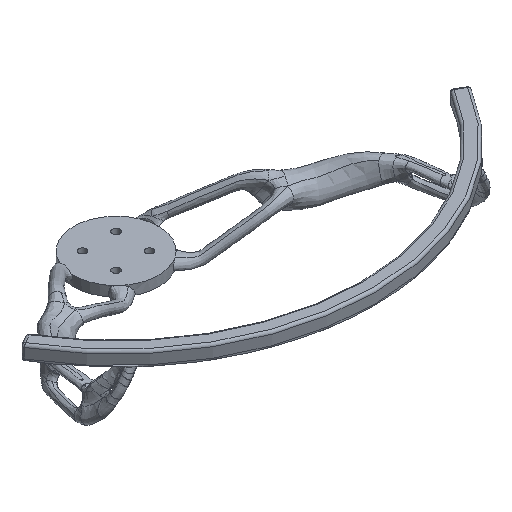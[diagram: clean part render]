
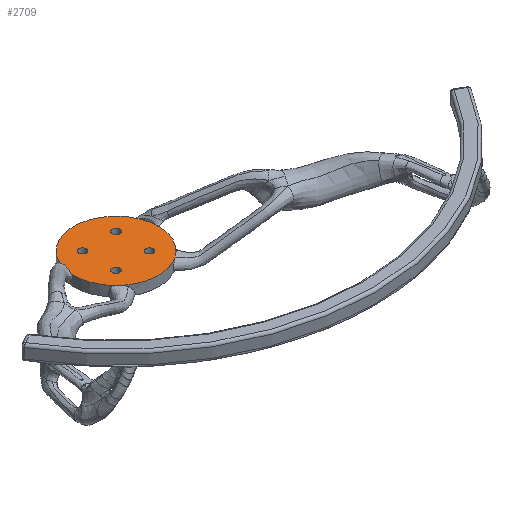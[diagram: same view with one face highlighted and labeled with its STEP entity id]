
A CAD part, isometric view. The second image highlights one B-rep face of the part: STEP entity #2709.
In plain terms, the highlighted planar face has unit normal (0, 0, 1).
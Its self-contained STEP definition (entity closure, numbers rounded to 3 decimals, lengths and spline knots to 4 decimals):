
#35=FACE_BOUND('',#520,.T.);
#36=FACE_BOUND('',#521,.T.);
#37=FACE_BOUND('',#522,.T.);
#38=FACE_BOUND('',#523,.T.);
#224=CIRCLE('',#2886,1.7);
#225=CIRCLE('',#2888,1.7);
#229=CIRCLE('',#2900,1.7);
#230=CIRCLE('',#2901,1.7);
#231=CIRCLE('',#2902,1.7);
#236=CIRCLE('',#2909,0.15);
#237=CIRCLE('',#2910,0.15);
#238=CIRCLE('',#2911,0.15);
#239=CIRCLE('',#2912,0.15);
#325=FACE_OUTER_BOUND('',#519,.T.);
#519=EDGE_LOOP('',(#1907,#1908,#1909,#1910,#1911));
#520=EDGE_LOOP('',(#1912));
#521=EDGE_LOOP('',(#1913));
#522=EDGE_LOOP('',(#1914));
#523=EDGE_LOOP('',(#1915));
#1063=VERTEX_POINT('',#3322);
#1064=VERTEX_POINT('',#3323);
#1065=VERTEX_POINT('',#3342);
#1067=VERTEX_POINT('',#3362);
#1129=VERTEX_POINT('',#7538);
#1140=VERTEX_POINT('',#7707);
#1141=VERTEX_POINT('',#7709);
#1142=VERTEX_POINT('',#7711);
#1143=VERTEX_POINT('',#7713);
#1319=EDGE_CURVE('',#1064,#1063,#224,.T.);
#1321=EDGE_CURVE('',#1067,#1065,#225,.T.);
#1405=EDGE_CURVE('',#1063,#1129,#229,.T.);
#1408=EDGE_CURVE('',#1065,#1064,#230,.T.);
#1409=EDGE_CURVE('',#1129,#1067,#231,.T.);
#1419=EDGE_CURVE('',#1140,#1140,#236,.T.);
#1420=EDGE_CURVE('',#1141,#1141,#237,.T.);
#1421=EDGE_CURVE('',#1142,#1142,#238,.T.);
#1422=EDGE_CURVE('',#1143,#1143,#239,.T.);
#1907=ORIENTED_EDGE('',*,*,#1408,.T.);
#1908=ORIENTED_EDGE('',*,*,#1319,.T.);
#1909=ORIENTED_EDGE('',*,*,#1405,.T.);
#1910=ORIENTED_EDGE('',*,*,#1409,.T.);
#1911=ORIENTED_EDGE('',*,*,#1321,.T.);
#1912=ORIENTED_EDGE('',*,*,#1419,.T.);
#1913=ORIENTED_EDGE('',*,*,#1420,.T.);
#1914=ORIENTED_EDGE('',*,*,#1421,.T.);
#1915=ORIENTED_EDGE('',*,*,#1422,.T.);
#2674=PLANE('',#2908);
#2709=ADVANCED_FACE('',(#325,#35,#36,#37,#38),#2674,.T.);
#2886=AXIS2_PLACEMENT_3D('',#3340,#2993,#2994);
#2888=AXIS2_PLACEMENT_3D('',#3363,#2997,#2998);
#2900=AXIS2_PLACEMENT_3D('',#7540,#3022,#3023);
#2901=AXIS2_PLACEMENT_3D('',#7582,#3024,#3025);
#2902=AXIS2_PLACEMENT_3D('',#7583,#3026,#3027);
#2908=AXIS2_PLACEMENT_3D('',#7706,#3038,#3039);
#2909=AXIS2_PLACEMENT_3D('',#7708,#3040,#3041);
#2910=AXIS2_PLACEMENT_3D('',#7710,#3042,#3043);
#2911=AXIS2_PLACEMENT_3D('',#7712,#3044,#3045);
#2912=AXIS2_PLACEMENT_3D('',#7714,#3046,#3047);
#2993=DIRECTION('center_axis',(0.,0.,
1.));
#2994=DIRECTION('ref_axis',(0.707,-0.707,0.));
#2997=DIRECTION('center_axis',(0.,0.,
1.));
#2998=DIRECTION('ref_axis',(0.707,-0.707,0.));
#3022=DIRECTION('center_axis',(0.,0.,
1.));
#3023=DIRECTION('ref_axis',(0.707,-0.707,0.));
#3024=DIRECTION('center_axis',(0.,0.,
1.));
#3025=DIRECTION('ref_axis',(0.707,-0.707,0.));
#3026=DIRECTION('center_axis',(0.,0.,
1.));
#3027=DIRECTION('ref_axis',(0.707,-0.707,0.));
#3038=DIRECTION('center_axis',(0.,0.,1.));
#3039=DIRECTION('ref_axis',(-1.,0.,0.));
#3040=DIRECTION('center_axis',(0.,0.,
-1.));
#3041=DIRECTION('ref_axis',(0.076,-0.997,0.));
#3042=DIRECTION('center_axis',(0.,0.,
-1.));
#3043=DIRECTION('ref_axis',(0.076,-0.997,0.));
#3044=DIRECTION('center_axis',(0.,0.,-1.));
#3045=DIRECTION('ref_axis',(0.076,-0.997,0.));
#3046=DIRECTION('center_axis',(0.,0.,-1.));
#3047=DIRECTION('ref_axis',(0.076,-0.997,0.));
#3322=CARTESIAN_POINT('',(40.4401,-11.3177,11.5193));
#3323=CARTESIAN_POINT('',(40.5997,-10.679,11.5193));
#3340=CARTESIAN_POINT('Origin',(42.138,-11.4028,11.5193));
#3342=CARTESIAN_POINT('',(43.6959,-10.7225,11.5193));
#3362=CARTESIAN_POINT('',(43.8368,-11.3407,11.5193));
#3363=CARTESIAN_POINT('Origin',(42.138,-11.4028,11.5193));
#7538=CARTESIAN_POINT('',(40.438,-11.4028,11.5193));
#7540=CARTESIAN_POINT('Origin',(42.138,-11.4028,11.5193));
#7582=CARTESIAN_POINT('Origin',(42.138,-11.4028,11.5193));
#7583=CARTESIAN_POINT('Origin',(42.138,-11.4028,11.5193));
#7706=CARTESIAN_POINT('Origin',(39.6857,-11.4028,11.5193));
#7707=CARTESIAN_POINT('',(42.9597,-12.0745,11.5193));
#7708=CARTESIAN_POINT('Origin',(42.8097,-12.0745,11.5193));
#7709=CARTESIAN_POINT('',(41.6162,-12.0745,11.5193));
#7710=CARTESIAN_POINT('Origin',(41.4662,-12.0745,11.5193));
#7711=CARTESIAN_POINT('',(41.6162,-10.731,11.5193));
#7712=CARTESIAN_POINT('Origin',(41.4662,-10.731,11.5193));
#7713=CARTESIAN_POINT('',(42.9597,-10.731,11.5193));
#7714=CARTESIAN_POINT('Origin',(42.8097,-10.731,11.5193));
